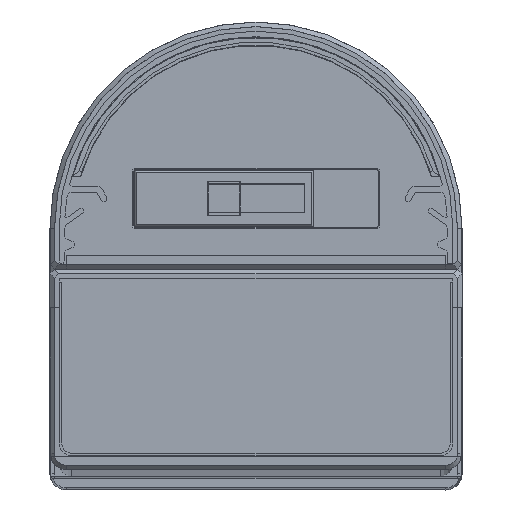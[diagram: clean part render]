
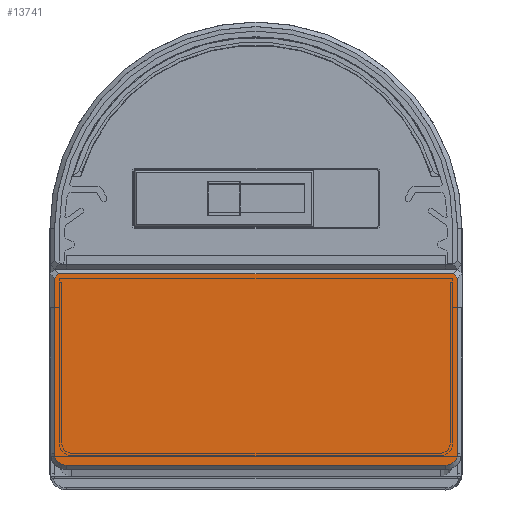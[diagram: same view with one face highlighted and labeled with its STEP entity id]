
A CAD part, top view. The second image highlights one B-rep face of the part: STEP entity #13741.
In plain terms, the highlighted face is planar.
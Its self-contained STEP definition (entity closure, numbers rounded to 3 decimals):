
#90 = DIRECTION ( 'NONE',  ( 0., 1., 0. ) ) ;
#113 = ORIENTED_EDGE ( 'NONE', *, *, #3297, .F. ) ;
#364 = CARTESIAN_POINT ( 'NONE',  ( -29.5, -909.4, -0.682 ) ) ;
#412 = CARTESIAN_POINT ( 'NONE',  ( 29.5, -909.4, -0.682 ) ) ;
#483 = CARTESIAN_POINT ( 'NONE',  ( -31.294, -909.4, -30.136 ) ) ;
#695 = EDGE_CURVE ( 'NONE', #12456, #15364, #11589, .T. ) ;
#1229 = VERTEX_POINT ( 'NONE', #15001 ) ;
#1578 = EDGE_CURVE ( 'NONE', #7814, #6529, #12852, .T. ) ;
#1651 = VERTEX_POINT ( 'NONE', #5737 ) ;
#1655 = CARTESIAN_POINT ( 'NONE',  ( -31.358, -909.4, -29.742 ) ) ;
#1750 = CARTESIAN_POINT ( 'NONE',  ( -31.044, -909.4, -30.394 ) ) ;
#1768 = CARTESIAN_POINT ( 'NONE',  ( 30.65, -909.4, -30.458 ) ) ;
#2182 = FACE_OUTER_BOUND ( 'NONE', #15007, .T. ) ;
#2566 = DIRECTION ( 'NONE',  ( -1., 0., 0. ) ) ;
#3297 = EDGE_CURVE ( 'NONE', #6633, #11636, #8986, .T. ) ;
#3321 = DIRECTION ( 'NONE',  ( 1., 0., 0. ) ) ;
#3350 = CARTESIAN_POINT ( 'NONE',  ( 30.65, -909.4, -30.458 ) ) ;
#4810 = VECTOR ( 'NONE', #14143, 1000. ) ;
#4845 = CARTESIAN_POINT ( 'NONE',  ( 29.5, -909.4, -2.54 ) ) ;
#5237 = CARTESIAN_POINT ( 'NONE',  ( -30.65, -909.4, -30.458 ) ) ;
#5498 = ORIENTED_EDGE ( 'NONE', *, *, #1578, .F. ) ;
#5737 = CARTESIAN_POINT ( 'NONE',  ( -30.65, -909.4, -30.458 ) ) ;
#5762 = AXIS2_PLACEMENT_3D ( 'NONE', #13906, #7180, #3321 ) ;
#6465 = AXIS2_PLACEMENT_3D ( 'NONE', #4845, #13073, #14106 ) ;
#6497 = B_SPLINE_CURVE_WITH_KNOTS ( 'NONE', 3,
 ( #1655, #15098, #483, #1750, #12814, #5237 ),
 .UNSPECIFIED., .F., .F.,
 ( 4, 2, 4 ),
 ( 0., 0.5, 1. ),
 .UNSPECIFIED. ) ;
#6529 = VERTEX_POINT ( 'NONE', #10858 ) ;
#6618 = CARTESIAN_POINT ( 'NONE',  ( 30.76, -909.4, -30.458 ) ) ;
#6633 = VERTEX_POINT ( 'NONE', #412 ) ;
#6736 = CARTESIAN_POINT ( 'NONE',  ( -30.65, -909.4, -30.458 ) ) ;
#6990 = CARTESIAN_POINT ( 'NONE',  ( 31.358, -909.4, -29.742 ) ) ;
#7066 = ORIENTED_EDGE ( 'NONE', *, *, #9170, .F. ) ;
#7144 = CARTESIAN_POINT ( 'NONE',  ( 31.358, -909.4, -2.54 ) ) ;
#7180 = DIRECTION ( 'NONE',  ( 0., 1., 0. ) ) ;
#7246 = CARTESIAN_POINT ( 'NONE',  ( -29.5, -909.4, -2.54 ) ) ;
#7729 = CARTESIAN_POINT ( 'NONE',  ( 31.358, -909.4, -2.54 ) ) ;
#7814 = VERTEX_POINT ( 'NONE', #11734 ) ;
#7863 = CARTESIAN_POINT ( 'NONE',  ( 31.03, -909.4, -30.378 ) ) ;
#8042 = VECTOR ( 'NONE', #12633, 1000. ) ;
#8221 = LINE ( 'NONE', #6736, #4810 ) ;
#8248 = CIRCLE ( 'NONE', #15577, 1.858 ) ;
#8510 = ORIENTED_EDGE ( 'NONE', *, *, #10415, .T. ) ;
#8826 = ORIENTED_EDGE ( 'NONE', *, *, #15406, .F. ) ;
#8986 = CIRCLE ( 'NONE', #6465, 1.858 ) ;
#9165 = VECTOR ( 'NONE', #9240, 1000. ) ;
#9170 = EDGE_CURVE ( 'NONE', #1229, #6633, #11361, .T. ) ;
#9240 = DIRECTION ( 'NONE',  ( 0., 0., 1. ) ) ;
#9377 = VECTOR ( 'NONE', #9501, 1000. ) ;
#9501 = DIRECTION ( 'NONE',  ( 0., 0., -1. ) ) ;
#9547 = PLANE ( 'NONE',  #5762 ) ;
#10415 = EDGE_CURVE ( 'NONE', #1651, #12456, #8221, .T. ) ;
#10858 = CARTESIAN_POINT ( 'NONE',  ( -31.358, -909.4, -2.54 ) ) ;
#11361 = LINE ( 'NONE', #364, #8042 ) ;
#11404 = CARTESIAN_POINT ( 'NONE',  ( 31.358, -909.4, -29.742 ) ) ;
#11438 = EDGE_CURVE ( 'NONE', #7814, #1651, #6497, .T. ) ;
#11589 = B_SPLINE_CURVE_WITH_KNOTS ( 'NONE', 3,
 ( #1768, #6618, #15040, #7863, #14479, #11808, #13141, #6990 ),
 .UNSPECIFIED., .F., .F.,
 ( 4, 2, 2, 4 ),
 ( 0., 0.25, 0.5, 1. ),
 .UNSPECIFIED. ) ;
#11636 = VERTEX_POINT ( 'NONE', #7729 ) ;
#11734 = CARTESIAN_POINT ( 'NONE',  ( -31.358, -909.4, -29.742 ) ) ;
#11808 = CARTESIAN_POINT ( 'NONE',  ( 31.295, -909.4, -30.138 ) ) ;
#12083 = ORIENTED_EDGE ( 'NONE', *, *, #12555, .F. ) ;
#12456 = VERTEX_POINT ( 'NONE', #3350 ) ;
#12461 = ORIENTED_EDGE ( 'NONE', *, *, #11438, .T. ) ;
#12555 = EDGE_CURVE ( 'NONE', #6529, #1229, #8248, .T. ) ;
#12633 = DIRECTION ( 'NONE',  ( 1., 0., 0. ) ) ;
#12814 = CARTESIAN_POINT ( 'NONE',  ( -30.871, -909.4, -30.458 ) ) ;
#12852 = LINE ( 'NONE', #15389, #9165 ) ;
#13073 = DIRECTION ( 'NONE',  ( 0., 1., 0. ) ) ;
#13131 = LINE ( 'NONE', #7144, #9377 ) ;
#13141 = CARTESIAN_POINT ( 'NONE',  ( 31.358, -909.4, -29.963 ) ) ;
#13647 = ORIENTED_EDGE ( 'NONE', *, *, #695, .T. ) ;
#13741 = ADVANCED_FACE ( 'NONE', ( #2182 ), #9547, .F. ) ;
#13906 = CARTESIAN_POINT ( 'NONE',  ( 0., -909.4, -2.14 ) ) ;
#14106 = DIRECTION ( 'NONE',  ( 0., 0., 1. ) ) ;
#14143 = DIRECTION ( 'NONE',  ( 1., 0., 0. ) ) ;
#14479 = CARTESIAN_POINT ( 'NONE',  ( 31.106, -909.4, -30.328 ) ) ;
#15001 = CARTESIAN_POINT ( 'NONE',  ( -29.5, -909.4, -0.682 ) ) ;
#15007 = EDGE_LOOP ( 'NONE', ( #13647, #8826, #113, #7066, #12083, #5498, #12461, #8510 ) ) ;
#15040 = CARTESIAN_POINT ( 'NONE',  ( 30.857, -909.4, -30.442 ) ) ;
#15098 = CARTESIAN_POINT ( 'NONE',  ( -31.358, -909.4, -29.961 ) ) ;
#15364 = VERTEX_POINT ( 'NONE', #11404 ) ;
#15389 = CARTESIAN_POINT ( 'NONE',  ( -31.358, -909.4, -29.742 ) ) ;
#15406 = EDGE_CURVE ( 'NONE', #11636, #15364, #13131, .T. ) ;
#15577 = AXIS2_PLACEMENT_3D ( 'NONE', #7246, #90, #2566 ) ;
